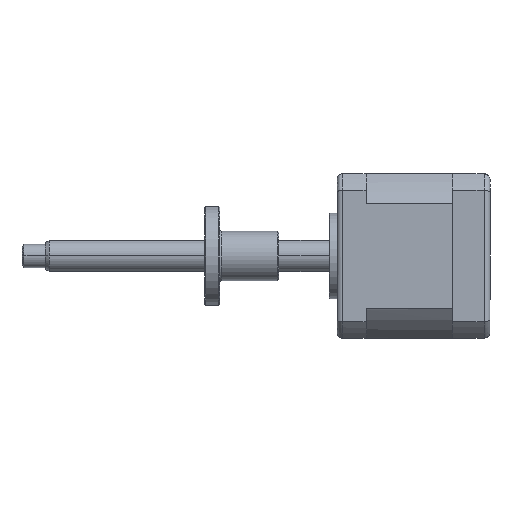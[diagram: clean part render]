
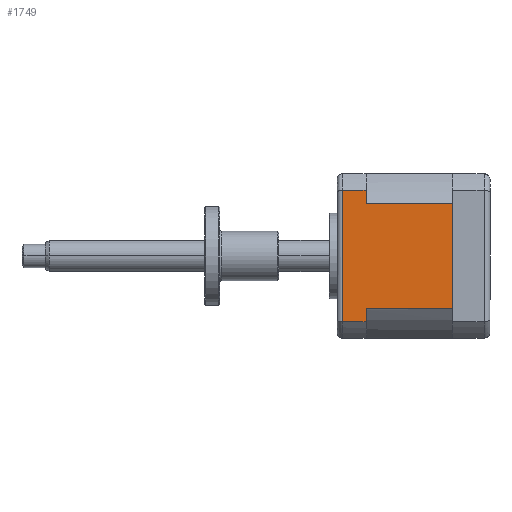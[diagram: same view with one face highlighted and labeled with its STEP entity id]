
A CAD part, left-side view. The second image highlights one B-rep face of the part: STEP entity #1749.
In plain terms, the highlighted planar face has unit normal (-1, 0, 0).
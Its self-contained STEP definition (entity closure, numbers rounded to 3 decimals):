
#82 = DIRECTION ( 'NONE',  ( 0., 1., 0. ) ) ;
#169 = EDGE_CURVE ( 'NONE', #4308, #1618, #6640, .T. ) ;
#176 = CARTESIAN_POINT ( 'NONE',  ( -38.681, -29.808, 19.756 ) ) ;
#257 = CARTESIAN_POINT ( 'NONE',  ( -38.681, -9.208, 50.196 ) ) ;
#381 = CARTESIAN_POINT ( 'NONE',  ( -38.681, -1.458, 16.504 ) ) ;
#387 = LINE ( 'NONE', #3674, #4888 ) ;
#412 = FACE_OUTER_BOUND ( 'NONE', #2026, .T. ) ;
#555 = LINE ( 'NONE', #7856, #9905 ) ;
#1279 = ORIENTED_EDGE ( 'NONE', *, *, #169, .F. ) ;
#1467 = LINE ( 'NONE', #176, #10273 ) ;
#1618 = VERTEX_POINT ( 'NONE', #381 ) ;
#1749 = ADVANCED_FACE ( 'NONE', ( #412 ), #9678, .F. ) ;
#1876 = VECTOR ( 'NONE', #8778, 1000. ) ;
#2026 = EDGE_LOOP ( 'NONE', ( #2674, #7279, #4584, #6808, #1279, #4504, #11082, #9050 ) ) ;
#2356 = LINE ( 'NONE', #8553, #7423 ) ;
#2461 = DIRECTION ( 'NONE',  ( 0., 1., 0. ) ) ;
#2674 = ORIENTED_EDGE ( 'NONE', *, *, #9528, .T. ) ;
#3016 = CARTESIAN_POINT ( 'NONE',  ( -38.681, -29.808, 46.944 ) ) ;
#3674 = CARTESIAN_POINT ( 'NONE',  ( -38.681, -29.808, 46.944 ) ) ;
#3897 = VERTEX_POINT ( 'NONE', #4033 ) ;
#4033 = CARTESIAN_POINT ( 'NONE',  ( -38.681, -7.608, 50.196 ) ) ;
#4068 = VECTOR ( 'NONE', #10444, 1000. ) ;
#4246 = EDGE_CURVE ( 'NONE', #3897, #4680, #8334, .T. ) ;
#4252 = CARTESIAN_POINT ( 'NONE',  ( -38.681, -29.808, 19.756 ) ) ;
#4308 = VERTEX_POINT ( 'NONE', #8420 ) ;
#4504 = ORIENTED_EDGE ( 'NONE', *, *, #9181, .T. ) ;
#4540 = EDGE_CURVE ( 'NONE', #4680, #1618, #9270, .T. ) ;
#4584 = ORIENTED_EDGE ( 'NONE', *, *, #4246, .T. ) ;
#4680 = VERTEX_POINT ( 'NONE', #10287 ) ;
#4888 = VECTOR ( 'NONE', #10974, 1000. ) ;
#5103 = EDGE_CURVE ( 'NONE', #9658, #10415, #1467, .T. ) ;
#5188 = DIRECTION ( 'NONE',  ( 0., 0., -1. ) ) ;
#5736 = VERTEX_POINT ( 'NONE', #10501 ) ;
#5889 = VECTOR ( 'NONE', #82, 1000. ) ;
#6016 = DIRECTION ( 'NONE',  ( 0., 0., 1. ) ) ;
#6228 = EDGE_CURVE ( 'NONE', #7658, #3897, #2356, .T. ) ;
#6280 = DIRECTION ( 'NONE',  ( 0., 0., -1. ) ) ;
#6424 = LINE ( 'NONE', #6722, #4068 ) ;
#6640 = LINE ( 'NONE', #8745, #1876 ) ;
#6722 = CARTESIAN_POINT ( 'NONE',  ( -38.681, -7.608, 50.196 ) ) ;
#6808 = ORIENTED_EDGE ( 'NONE', *, *, #4540, .T. ) ;
#7095 = AXIS2_PLACEMENT_3D ( 'NONE', #4252, #11493, #6016 ) ;
#7279 = ORIENTED_EDGE ( 'NONE', *, *, #6228, .T. ) ;
#7423 = VECTOR ( 'NONE', #9474, 1000. ) ;
#7658 = VERTEX_POINT ( 'NONE', #8918 ) ;
#7856 = CARTESIAN_POINT ( 'NONE',  ( -38.681, -29.808, 19.756 ) ) ;
#8334 = LINE ( 'NONE', #257, #5889 ) ;
#8400 = EDGE_CURVE ( 'NONE', #10415, #5736, #555, .T. ) ;
#8420 = CARTESIAN_POINT ( 'NONE',  ( -38.681, -7.608, 16.504 ) ) ;
#8458 = CARTESIAN_POINT ( 'NONE',  ( -38.681, -29.808, 19.756 ) ) ;
#8553 = CARTESIAN_POINT ( 'NONE',  ( -38.681, -7.608, 50.196 ) ) ;
#8745 = CARTESIAN_POINT ( 'NONE',  ( -38.681, -9.208, 16.504 ) ) ;
#8778 = DIRECTION ( 'NONE',  ( 0., 1., 0. ) ) ;
#8918 = CARTESIAN_POINT ( 'NONE',  ( -38.681, -7.608, 46.944 ) ) ;
#9050 = ORIENTED_EDGE ( 'NONE', *, *, #5103, .F. ) ;
#9181 = EDGE_CURVE ( 'NONE', #4308, #5736, #6424, .T. ) ;
#9270 = LINE ( 'NONE', #11033, #11147 ) ;
#9474 = DIRECTION ( 'NONE',  ( 0., 0., 1. ) ) ;
#9528 = EDGE_CURVE ( 'NONE', #9658, #7658, #387, .T. ) ;
#9658 = VERTEX_POINT ( 'NONE', #3016 ) ;
#9678 = PLANE ( 'NONE',  #7095 ) ;
#9905 = VECTOR ( 'NONE', #2461, 1000. ) ;
#10273 = VECTOR ( 'NONE', #6280, 1000. ) ;
#10287 = CARTESIAN_POINT ( 'NONE',  ( -38.681, -1.458, 50.196 ) ) ;
#10415 = VERTEX_POINT ( 'NONE', #8458 ) ;
#10444 = DIRECTION ( 'NONE',  ( 0., 0., 1. ) ) ;
#10501 = CARTESIAN_POINT ( 'NONE',  ( -38.681, -7.608, 19.756 ) ) ;
#10974 = DIRECTION ( 'NONE',  ( 0., 1., 0. ) ) ;
#11033 = CARTESIAN_POINT ( 'NONE',  ( -38.681, -1.458, 16.504 ) ) ;
#11082 = ORIENTED_EDGE ( 'NONE', *, *, #8400, .F. ) ;
#11147 = VECTOR ( 'NONE', #5188, 1000. ) ;
#11493 = DIRECTION ( 'NONE',  ( 1., 0., 0. ) ) ;
